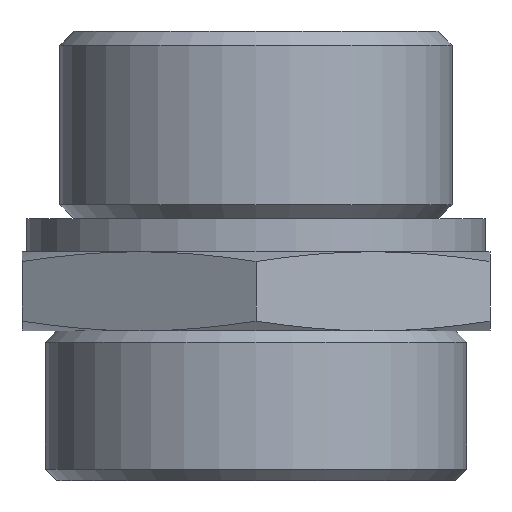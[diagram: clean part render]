
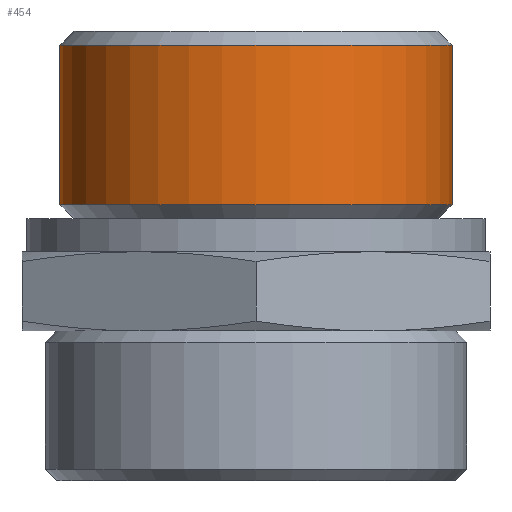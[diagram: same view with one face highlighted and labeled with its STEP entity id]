
A CAD part, front view. The second image highlights one B-rep face of the part: STEP entity #454.
In plain terms, the highlighted cylindrical face has radius 20.955 mm (diameter 41.91 mm), a full revolution.
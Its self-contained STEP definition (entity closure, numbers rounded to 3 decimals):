
#36=CYLINDRICAL_SURFACE('',#528,20.955);
#60=CIRCLE('',#496,20.955);
#75=CIRCLE('',#527,20.955);
#152=ORIENTED_EDGE('',*,*,#221,.T.);
#153=ORIENTED_EDGE('',*,*,#240,.F.);
#221=EDGE_CURVE('',#270,#270,#60,.T.);
#240=EDGE_CURVE('',#285,#285,#75,.T.);
#270=VERTEX_POINT('',#792);
#285=VERTEX_POINT('',#854);
#352=EDGE_LOOP('',(#152));
#353=EDGE_LOOP('',(#153));
#402=FACE_BOUND('',#352,.T.);
#403=FACE_BOUND('',#353,.T.);
#454=ADVANCED_FACE('',(#402,#403),#36,.T.);
#496=AXIS2_PLACEMENT_3D('',#791,#581,#582);
#527=AXIS2_PLACEMENT_3D('',#853,#643,#644);
#528=AXIS2_PLACEMENT_3D('',#855,#645,#646);
#581=DIRECTION('',(0.,0.,-1.));
#582=DIRECTION('',(-1.,0.,0.));
#643=DIRECTION('',(0.,0.,-1.));
#644=DIRECTION('',(-1.,0.,0.));
#645=DIRECTION('',(0.,0.,-1.));
#646=DIRECTION('',(-1.,0.,0.));
#791=CARTESIAN_POINT('',(0.,0.,18.521));
#792=CARTESIAN_POINT('',(-20.955,0.,18.521));
#853=CARTESIAN_POINT('',(0.,0.,1.479));
#854=CARTESIAN_POINT('',(-20.955,0.,1.479));
#855=CARTESIAN_POINT('',(0.,0.,-28.));
